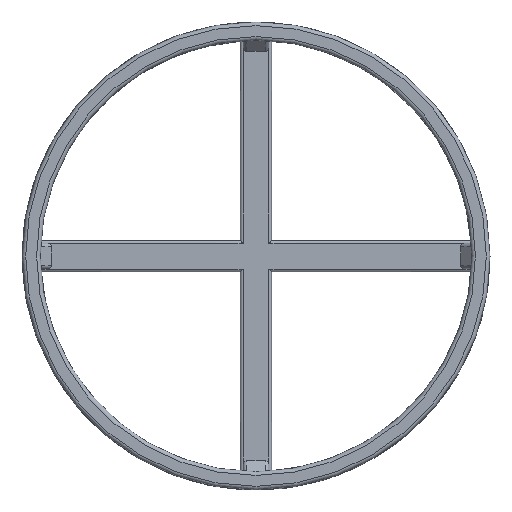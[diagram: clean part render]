
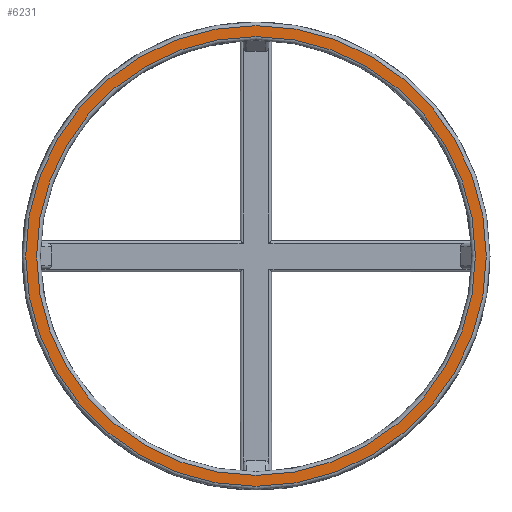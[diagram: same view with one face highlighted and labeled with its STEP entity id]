
A CAD part, top view. The second image highlights one B-rep face of the part: STEP entity #6231.
In plain terms, the highlighted planar face has unit normal (0, 0, 1).
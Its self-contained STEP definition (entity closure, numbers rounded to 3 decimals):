
#379 = TOROIDAL_SURFACE('',#380,60.,1.);
#380 = AXIS2_PLACEMENT_3D('',#381,#382,#383);
#381 = CARTESIAN_POINT('',(0.,0.,21.));
#382 = DIRECTION('',(0.,0.,1.));
#383 = DIRECTION('',(1.,0.,-0.));
#4785 = VERTEX_POINT('',#4786);
#4786 = CARTESIAN_POINT('',(60.,0.,22.));
#4806 = EDGE_CURVE('',#4785,#4785,#4807,.T.);
#4807 = SURFACE_CURVE('',#4808,(#4813,#4820),.PCURVE_S1.);
#4808 = CIRCLE('',#4809,60.);
#4809 = AXIS2_PLACEMENT_3D('',#4810,#4811,#4812);
#4810 = CARTESIAN_POINT('',(0.,0.,22.));
#4811 = DIRECTION('',(0.,0.,1.));
#4812 = DIRECTION('',(1.,0.,-0.));
#4813 = PCURVE('',#379,#4814);
#4814 = DEFINITIONAL_REPRESENTATION('',(#4815),#4819);
#4815 = LINE('',#4816,#4817);
#4816 = CARTESIAN_POINT('',(0.,1.571));
#4817 = VECTOR('',#4818,1.);
#4818 = DIRECTION('',(1.,0.));
#4819 = ( GEOMETRIC_REPRESENTATION_CONTEXT(2) 
PARAMETRIC_REPRESENTATION_CONTEXT() REPRESENTATION_CONTEXT('2D SPACE',''
  ) );
#4820 = PCURVE('',#4821,#4826);
#4821 = PLANE('',#4822);
#4822 = AXIS2_PLACEMENT_3D('',#4823,#4824,#4825);
#4823 = CARTESIAN_POINT('',(0.,0.,22.)
  );
#4824 = DIRECTION('',(0.,0.,1.));
#4825 = DIRECTION('',(1.,0.,-0.));
#4826 = DEFINITIONAL_REPRESENTATION('',(#4827),#4831);
#4827 = CIRCLE('',#4828,60.);
#4828 = AXIS2_PLACEMENT_2D('',#4829,#4830);
#4829 = CARTESIAN_POINT('',(0.,0.));
#4830 = DIRECTION('',(1.,0.));
#4831 = ( GEOMETRIC_REPRESENTATION_CONTEXT(2) 
PARAMETRIC_REPRESENTATION_CONTEXT() REPRESENTATION_CONTEXT('2D SPACE',''
  ) );
#6231 = ADVANCED_FACE('',(#6232,#6235),#4821,.T.);
#6232 = FACE_BOUND('',#6233,.T.);
#6233 = EDGE_LOOP('',(#6234));
#6234 = ORIENTED_EDGE('',*,*,#4806,.F.);
#6235 = FACE_BOUND('',#6236,.T.);
#6236 = EDGE_LOOP('',(#6237));
#6237 = ORIENTED_EDGE('',*,*,#6238,.T.);
#6238 = EDGE_CURVE('',#6239,#6239,#6241,.T.);
#6239 = VERTEX_POINT('',#6240);
#6240 = CARTESIAN_POINT('',(63.,0.,22.));
#6241 = SURFACE_CURVE('',#6242,(#6247,#6254),.PCURVE_S1.);
#6242 = CIRCLE('',#6243,63.);
#6243 = AXIS2_PLACEMENT_3D('',#6244,#6245,#6246);
#6244 = CARTESIAN_POINT('',(0.,0.,22.));
#6245 = DIRECTION('',(0.,0.,1.));
#6246 = DIRECTION('',(1.,0.,-0.));
#6247 = PCURVE('',#4821,#6248);
#6248 = DEFINITIONAL_REPRESENTATION('',(#6249),#6253);
#6249 = CIRCLE('',#6250,63.);
#6250 = AXIS2_PLACEMENT_2D('',#6251,#6252);
#6251 = CARTESIAN_POINT('',(0.,0.));
#6252 = DIRECTION('',(1.,0.));
#6253 = ( GEOMETRIC_REPRESENTATION_CONTEXT(2) 
PARAMETRIC_REPRESENTATION_CONTEXT() REPRESENTATION_CONTEXT('2D SPACE',''
  ) );
#6254 = PCURVE('',#6255,#6260);
#6255 = TOROIDAL_SURFACE('',#6256,63.,1.);
#6256 = AXIS2_PLACEMENT_3D('',#6257,#6258,#6259);
#6257 = CARTESIAN_POINT('',(0.,0.,21.));
#6258 = DIRECTION('',(0.,0.,1.));
#6259 = DIRECTION('',(1.,0.,-0.));
#6260 = DEFINITIONAL_REPRESENTATION('',(#6261),#6265);
#6261 = LINE('',#6262,#6263);
#6262 = CARTESIAN_POINT('',(0.,1.571));
#6263 = VECTOR('',#6264,1.);
#6264 = DIRECTION('',(1.,0.));
#6265 = ( GEOMETRIC_REPRESENTATION_CONTEXT(2) 
PARAMETRIC_REPRESENTATION_CONTEXT() REPRESENTATION_CONTEXT('2D SPACE',''
  ) );
